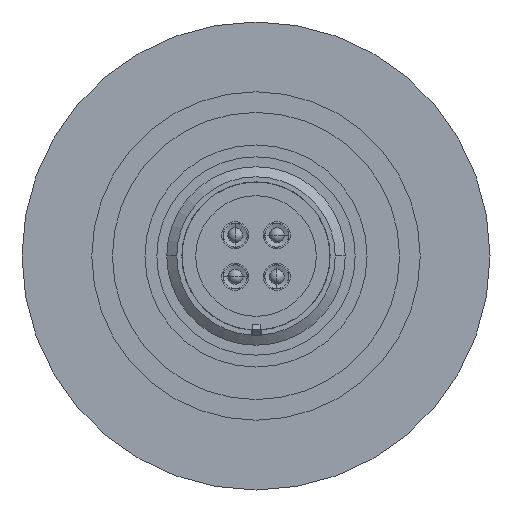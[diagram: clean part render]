
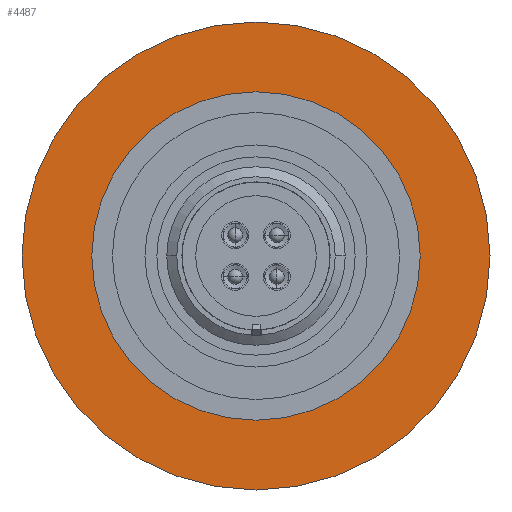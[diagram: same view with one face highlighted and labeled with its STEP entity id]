
A CAD part, front view. The second image highlights one B-rep face of the part: STEP entity #4487.
In plain terms, the highlighted planar face has unit normal (0, -1, 0).
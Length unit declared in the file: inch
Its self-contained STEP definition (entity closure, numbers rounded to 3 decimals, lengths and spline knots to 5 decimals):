
#191 = ORIENTED_EDGE ( 'NONE', *, *, #9147, .T. ) ;
#685 = DIRECTION ( 'NONE',  ( 0., 1., 0. ) ) ;
#868 = VERTEX_POINT ( 'NONE', #2633 ) ;
#973 = VERTEX_POINT ( 'NONE', #7072 ) ;
#1190 = AXIS2_PLACEMENT_3D ( 'NONE', #6553, #6578, #2970 ) ;
#1453 = ORIENTED_EDGE ( 'NONE', *, *, #6329, .T. ) ;
#1645 = AXIS2_PLACEMENT_3D ( 'NONE', #8723, #685, #5776 ) ;
#2303 = DIRECTION ( 'NONE',  ( 0., 0., 1. ) ) ;
#2402 = DIRECTION ( 'NONE',  ( 0., 1., 0. ) ) ;
#2570 = CARTESIAN_POINT ( 'NONE',  ( 0., 0., 1.035 ) ) ;
#2633 = CARTESIAN_POINT ( 'NONE',  ( 0., 0., 1.475 ) ) ;
#2920 = DIRECTION ( 'NONE',  ( 0., 0., 1. ) ) ;
#2938 = CARTESIAN_POINT ( 'NONE',  ( 0., 0., -1.475 ) ) ;
#2952 = CARTESIAN_POINT ( 'NONE',  ( 0., 0., 0. ) ) ;
#2970 = DIRECTION ( 'NONE',  ( 0., 0., 1. ) ) ;
#3470 = EDGE_LOOP ( 'NONE', ( #7981, #7262 ) ) ;
#3539 = VERTEX_POINT ( 'NONE', #2938 ) ;
#3614 = EDGE_LOOP ( 'NONE', ( #191, #1453 ) ) ;
#4262 = CIRCLE ( 'NONE', #6913, 1.035 ) ;
#4487 = ADVANCED_FACE ( 'NONE', ( #5382, #4927 ), #4496, .T. ) ;
#4496 = PLANE ( 'NONE',  #5439 ) ;
#4508 = CARTESIAN_POINT ( 'NONE',  ( 0., 0., 0. ) ) ;
#4724 = AXIS2_PLACEMENT_3D ( 'NONE', #4508, #2402, #2303 ) ;
#4927 = FACE_OUTER_BOUND ( 'NONE', #3470, .T. ) ;
#5012 = VERTEX_POINT ( 'NONE', #2570 ) ;
#5101 = DIRECTION ( 'NONE',  ( 0., 0., -1. ) ) ;
#5282 = CIRCLE ( 'NONE', #1190, 1.475 ) ;
#5382 = FACE_BOUND ( 'NONE', #3614, .T. ) ;
#5439 = AXIS2_PLACEMENT_3D ( 'NONE', #7293, #8044, #5101 ) ;
#5776 = DIRECTION ( 'NONE',  ( 0., 0., 1. ) ) ;
#6329 = EDGE_CURVE ( 'NONE', #973, #5012, #4262, .T. ) ;
#6483 = CIRCLE ( 'NONE', #1645, 1.035 ) ;
#6553 = CARTESIAN_POINT ( 'NONE',  ( 0., 0., 0. ) ) ;
#6578 = DIRECTION ( 'NONE',  ( 0., 1., 0. ) ) ;
#6913 = AXIS2_PLACEMENT_3D ( 'NONE', #2952, #7248, #2920 ) ;
#6937 = EDGE_CURVE ( 'NONE', #3539, #868, #5282, .T. ) ;
#7072 = CARTESIAN_POINT ( 'NONE',  ( 0., 0., -1.035 ) ) ;
#7248 = DIRECTION ( 'NONE',  ( 0., 1., 0. ) ) ;
#7262 = ORIENTED_EDGE ( 'NONE', *, *, #6937, .F. ) ;
#7293 = CARTESIAN_POINT ( 'NONE',  ( -1.475, 0., 0. ) ) ;
#7963 = CIRCLE ( 'NONE', #4724, 1.475 ) ;
#7981 = ORIENTED_EDGE ( 'NONE', *, *, #9233, .F. ) ;
#8044 = DIRECTION ( 'NONE',  ( 0., -1., 0. ) ) ;
#8723 = CARTESIAN_POINT ( 'NONE',  ( 0., 0., 0. ) ) ;
#9147 = EDGE_CURVE ( 'NONE', #5012, #973, #6483, .T. ) ;
#9233 = EDGE_CURVE ( 'NONE', #868, #3539, #7963, .T. ) ;
